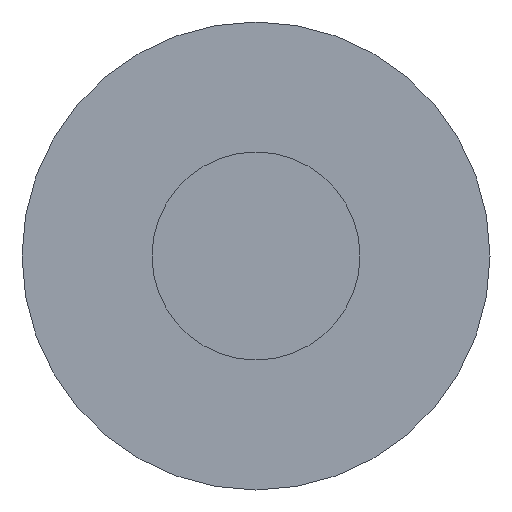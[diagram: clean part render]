
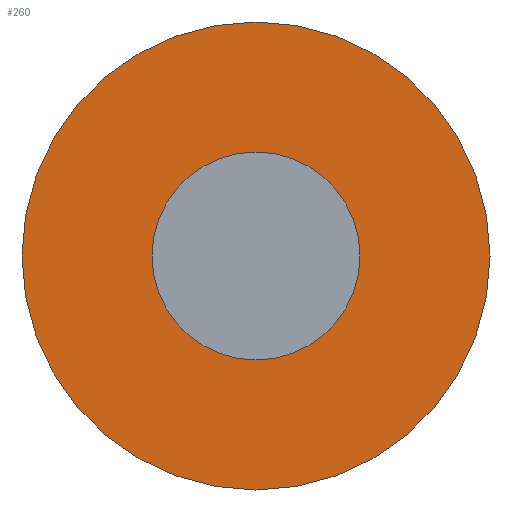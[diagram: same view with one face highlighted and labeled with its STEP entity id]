
A CAD part, front view. The second image highlights one B-rep face of the part: STEP entity #260.
In plain terms, the highlighted planar face has unit normal (0, -1, 0).
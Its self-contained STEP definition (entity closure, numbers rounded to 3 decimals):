
#67=CARTESIAN_POINT('',(0.,-2.3,0.));
#68=DIRECTION('',(0.,-1.,0.));
#69=DIRECTION('',(1.,0.,0.));
#70=AXIS2_PLACEMENT_3D('',#67,#68,#69);
#72=CARTESIAN_POINT('',(0.,-2.3,0.));
#73=DIRECTION('',(0.,-1.,0.));
#74=DIRECTION('',(-1.,0.,0.));
#75=AXIS2_PLACEMENT_3D('',#72,#73,#74);
#77=CARTESIAN_POINT('',(0.,-2.3,0.));
#78=DIRECTION('',(0.,-1.,0.));
#79=DIRECTION('',(0.,0.,-1.));
#80=AXIS2_PLACEMENT_3D('',#77,#78,#79);
#82=CARTESIAN_POINT('',(0.,-2.3,0.));
#83=DIRECTION('',(0.,-1.,0.));
#84=DIRECTION('',(0.,0.,1.));
#85=AXIS2_PLACEMENT_3D('',#82,#83,#84);
#105=CARTESIAN_POINT('',(3.038,-2.3,0.));
#106=CARTESIAN_POINT('',(-3.038,-2.3,0.));
#107=VERTEX_POINT('',#105);
#108=VERTEX_POINT('',#106);
#113=CARTESIAN_POINT('',(0.,-2.3,-1.35));
#114=CARTESIAN_POINT('',(0.,-2.3,1.35));
#115=VERTEX_POINT('',#113);
#116=VERTEX_POINT('',#114);
#245=CARTESIAN_POINT('',(0.,-2.3,0.));
#246=DIRECTION('',(0.,-1.,0.));
#247=DIRECTION('',(1.,0.,0.));
#248=AXIS2_PLACEMENT_3D('',#245,#246,#247);
#249=PLANE('',#248);
#250=ORIENTED_EDGE('',*,*,#225,.F.);
#251=ORIENTED_EDGE('',*,*,#239,.F.);
#252=EDGE_LOOP('',(#250,#251));
#253=FACE_OUTER_BOUND('',#252,.F.);
#255=ORIENTED_EDGE('',*,*,#254,.T.);
#257=ORIENTED_EDGE('',*,*,#256,.T.);
#258=EDGE_LOOP('',(#255,#257));
#259=FACE_BOUND('',#258,.F.);
#260=ADVANCED_FACE('',(#253,#259),#249,.T.);
#71=CIRCLE('',#70,3.038);
#76=CIRCLE('',#75,3.038);
#81=CIRCLE('',#80,1.35);
#86=CIRCLE('',#85,1.35);
#225=EDGE_CURVE('',#107,#108,#71,.T.);
#239=EDGE_CURVE('',#108,#107,#76,.T.);
#254=EDGE_CURVE('',#115,#116,#81,.T.);
#256=EDGE_CURVE('',#116,#115,#86,.T.);
